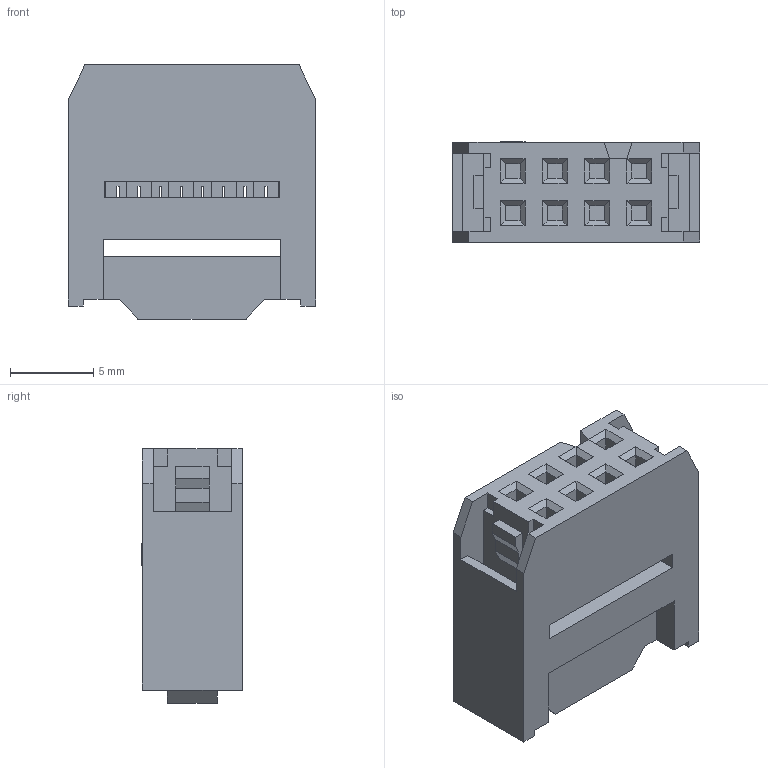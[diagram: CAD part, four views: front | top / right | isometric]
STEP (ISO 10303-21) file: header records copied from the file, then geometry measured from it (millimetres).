
FILE_DESCRIPTION((''),'2;1');
FILE_NAME('141-08-10-xx','2025-06-11T10:17:13',('Administrator'),(''),'CREO PARAMETRIC BY PTC INC, 2025010','CREO PARAMETRIC BY PTC INC, 2025010','');
FILE_SCHEMA(('CONFIG_CONTROL_DESIGN'));
Length unit declared in the file: millimetre
Products named in the file (1): 141-08-10-xx
Bounding box: 14.86 x 6.05 x 15.3 mm (x, y, z)
Volume: 911.7 mm3; surface area: 1306.4 mm2
Topology: 1 solids, 2 shells, 425 faces, 1183 edges, 776 vertices
Faces by surface type: plane 423, cylinder 2
Entity records: 13385 total; most frequent: CARTESIAN_POINT 2384, ORIENTED_EDGE 2366, DIRECTION 2037, EDGE_CURVE 1183, VECTOR 1179, LINE 1179, VERTEX_POINT 776, EDGE_LOOP 475
